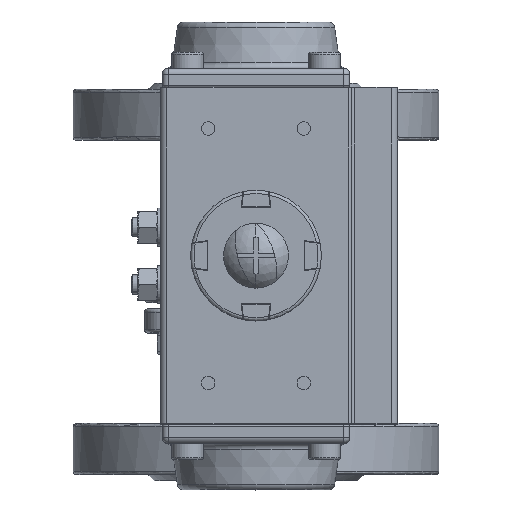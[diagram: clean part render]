
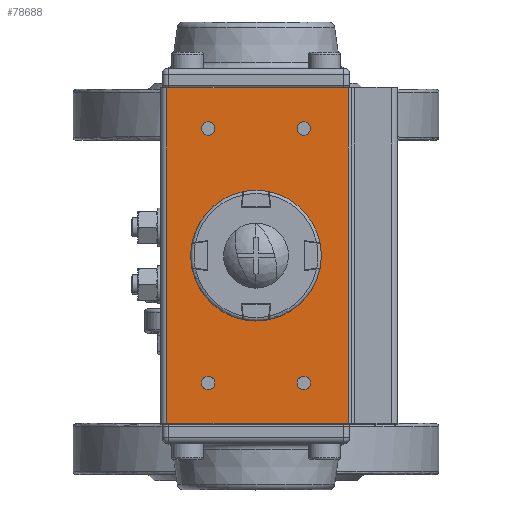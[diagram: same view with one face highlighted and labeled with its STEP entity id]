
A CAD part, top view. The second image highlights one B-rep face of the part: STEP entity #78688.
In plain terms, the highlighted planar face has unit normal (0, 0, 1).
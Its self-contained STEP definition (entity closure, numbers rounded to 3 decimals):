
#78549=CARTESIAN_POINT('',(-28.,-53.,130.));
#78550=DIRECTION('',(-0.,-0.,-1.));
#78551=DIRECTION('',(0.,1.,-0.));
#78552=AXIS2_PLACEMENT_3D('',#78549,#78550,#78551);
#78553=PLANE('',#78552);
#78554=CARTESIAN_POINT('',(-15.,37.9,130.));
#78555=VERTEX_POINT('',#78554);
#78556=CARTESIAN_POINT('',(-15.,42.1,130.));
#78557=VERTEX_POINT('',#78556);
#78558=CARTESIAN_POINT('',(-15.,40.,130.));
#78559=DIRECTION('',(0.,0.,1.));
#78560=DIRECTION('',(-0.,-1.,0.));
#78561=AXIS2_PLACEMENT_3D('',#78558,#78559,#78560);
#78562=CIRCLE('',#78561,2.1);
#78563=EDGE_CURVE('NONE',#78555,#78557,#78562,.T.);
#78564=ORIENTED_EDGE('',*,*,#78563,.F.);
#78565=CARTESIAN_POINT('',(-15.,40.,130.));
#78566=DIRECTION('',(0.,0.,1.));
#78567=DIRECTION('',(-0.,-1.,0.));
#78568=AXIS2_PLACEMENT_3D('',#78565,#78566,#78567);
#78569=CIRCLE('',#78568,2.1);
#78570=EDGE_CURVE('NONE',#78557,#78555,#78569,.T.);
#78571=ORIENTED_EDGE('',*,*,#78570,.F.);
#78572=EDGE_LOOP('',(#78564,#78571));
#78573=FACE_BOUND('',#78572,.T.);
#78574=CARTESIAN_POINT('',(15.,37.9,130.));
#78575=VERTEX_POINT('',#78574);
#78576=CARTESIAN_POINT('',(15.,42.1,130.));
#78577=VERTEX_POINT('',#78576);
#78578=CARTESIAN_POINT('',(15.,40.,130.));
#78579=DIRECTION('',(0.,0.,1.));
#78580=DIRECTION('',(-0.,-1.,0.));
#78581=AXIS2_PLACEMENT_3D('',#78578,#78579,#78580);
#78582=CIRCLE('',#78581,2.1);
#78583=EDGE_CURVE('NONE',#78575,#78577,#78582,.T.);
#78584=ORIENTED_EDGE('',*,*,#78583,.F.);
#78585=CARTESIAN_POINT('',(15.,40.,130.));
#78586=DIRECTION('',(0.,0.,1.));
#78587=DIRECTION('',(-0.,-1.,0.));
#78588=AXIS2_PLACEMENT_3D('',#78585,#78586,#78587);
#78589=CIRCLE('',#78588,2.1);
#78590=EDGE_CURVE('NONE',#78577,#78575,#78589,.T.);
#78591=ORIENTED_EDGE('',*,*,#78590,.F.);
#78592=EDGE_LOOP('',(#78584,#78591));
#78593=FACE_BOUND('',#78592,.T.);
#78594=CARTESIAN_POINT('',(15.,-42.1,130.));
#78595=VERTEX_POINT('',#78594);
#78596=CARTESIAN_POINT('',(15.,-37.9,130.));
#78597=VERTEX_POINT('',#78596);
#78598=CARTESIAN_POINT('',(15.,-40.,130.));
#78599=DIRECTION('',(0.,0.,1.));
#78600=DIRECTION('',(-0.,-1.,0.));
#78601=AXIS2_PLACEMENT_3D('',#78598,#78599,#78600);
#78602=CIRCLE('',#78601,2.1);
#78603=EDGE_CURVE('NONE',#78595,#78597,#78602,.T.);
#78604=ORIENTED_EDGE('',*,*,#78603,.F.);
#78605=CARTESIAN_POINT('',(15.,-40.,130.));
#78606=DIRECTION('',(0.,0.,1.));
#78607=DIRECTION('',(-0.,-1.,0.));
#78608=AXIS2_PLACEMENT_3D('',#78605,#78606,#78607);
#78609=CIRCLE('',#78608,2.1);
#78610=EDGE_CURVE('NONE',#78597,#78595,#78609,.T.);
#78611=ORIENTED_EDGE('',*,*,#78610,.F.);
#78612=EDGE_LOOP('',(#78604,#78611));
#78613=FACE_BOUND('',#78612,.T.);
#78614=CARTESIAN_POINT('',(-15.,-42.1,130.));
#78615=VERTEX_POINT('',#78614);
#78616=CARTESIAN_POINT('',(-15.,-37.9,130.));
#78617=VERTEX_POINT('',#78616);
#78618=CARTESIAN_POINT('',(-15.,-40.,130.));
#78619=DIRECTION('',(0.,0.,1.));
#78620=DIRECTION('',(-0.,-1.,0.));
#78621=AXIS2_PLACEMENT_3D('',#78618,#78619,#78620);
#78622=CIRCLE('',#78621,2.1);
#78623=EDGE_CURVE('NONE',#78615,#78617,#78622,.T.);
#78624=ORIENTED_EDGE('',*,*,#78623,.F.);
#78625=CARTESIAN_POINT('',(-15.,-40.,130.));
#78626=DIRECTION('',(0.,0.,1.));
#78627=DIRECTION('',(-0.,-1.,0.));
#78628=AXIS2_PLACEMENT_3D('',#78625,#78626,#78627);
#78629=CIRCLE('',#78628,2.1);
#78630=EDGE_CURVE('NONE',#78617,#78615,#78629,.T.);
#78631=ORIENTED_EDGE('',*,*,#78630,.F.);
#78632=EDGE_LOOP('',(#78624,#78631));
#78633=FACE_BOUND('',#78632,.T.);
#78634=CARTESIAN_POINT('',(29.,-52.786,130.));
#78635=VERTEX_POINT('',#78634);
#78636=CARTESIAN_POINT('',(29.,52.786,130.));
#78637=VERTEX_POINT('',#78636);
#78638=CARTESIAN_POINT('',(29.,-52.786,130.));
#78639=DIRECTION('',(0.,1.,-0.));
#78640=VECTOR('',#78639,105.573);
#78641=LINE('',#78638,#78640);
#78642=EDGE_CURVE('',#78635,#78637,#78641,.T.);
#78643=ORIENTED_EDGE('',*,*,#78642,.T.);
#78644=CARTESIAN_POINT('',(-28.,52.786,130.));
#78645=VERTEX_POINT('',#78644);
#78646=CARTESIAN_POINT('',(29.,52.786,130.));
#78647=DIRECTION('',(-1.,0.,0.));
#78648=VECTOR('',#78647,57.);
#78649=LINE('',#78646,#78648);
#78650=EDGE_CURVE('',#78637,#78645,#78649,.T.);
#78651=ORIENTED_EDGE('',*,*,#78650,.T.);
#78652=CARTESIAN_POINT('',(-28.,-52.786,130.));
#78653=VERTEX_POINT('',#78652);
#78654=CARTESIAN_POINT('',(-28.,-52.786,130.));
#78655=DIRECTION('',(0.,1.,-0.));
#78656=VECTOR('',#78655,105.573);
#78657=LINE('',#78654,#78656);
#78658=EDGE_CURVE('',#78653,#78645,#78657,.T.);
#78659=ORIENTED_EDGE('',*,*,#78658,.F.);
#78660=CARTESIAN_POINT('',(-28.,-52.786,130.));
#78661=DIRECTION('',(1.,-0.,-0.));
#78662=VECTOR('',#78661,57.);
#78663=LINE('',#78660,#78662);
#78664=EDGE_CURVE('',#78653,#78635,#78663,.T.);
#78665=ORIENTED_EDGE('',*,*,#78664,.T.);
#78666=EDGE_LOOP('',(#78643,#78651,#78659,#78665));
#78667=FACE_BOUND('',#78666,.T.);
#78668=CARTESIAN_POINT('',(0.,-7.,130.));
#78669=VERTEX_POINT('',#78668);
#78670=CARTESIAN_POINT('',(0.,7.,130.));
#78671=VERTEX_POINT('',#78670);
#78672=CARTESIAN_POINT('',(0.,0.,130.));
#78673=DIRECTION('',(-0.,-0.,-1.));
#78674=DIRECTION('',(-0.,-1.,0.));
#78675=AXIS2_PLACEMENT_3D('',#78672,#78673,#78674);
#78676=CIRCLE('',#78675,7.);
#78677=EDGE_CURVE('',#78669,#78671,#78676,.T.);
#78678=ORIENTED_EDGE('',*,*,#78677,.T.);
#78679=CARTESIAN_POINT('',(0.,0.,130.));
#78680=DIRECTION('',(-0.,-0.,-1.));
#78681=DIRECTION('',(-0.,-1.,0.));
#78682=AXIS2_PLACEMENT_3D('',#78679,#78680,#78681);
#78683=CIRCLE('',#78682,7.);
#78684=EDGE_CURVE('',#78671,#78669,#78683,.T.);
#78685=ORIENTED_EDGE('',*,*,#78684,.T.);
#78686=EDGE_LOOP('',(#78678,#78685));
#78687=FACE_BOUND('',#78686,.T.);
#78688=ADVANCED_FACE('',(#78573,#78593,#78613,#78633,#78667,#78687),#78553,.F.);
